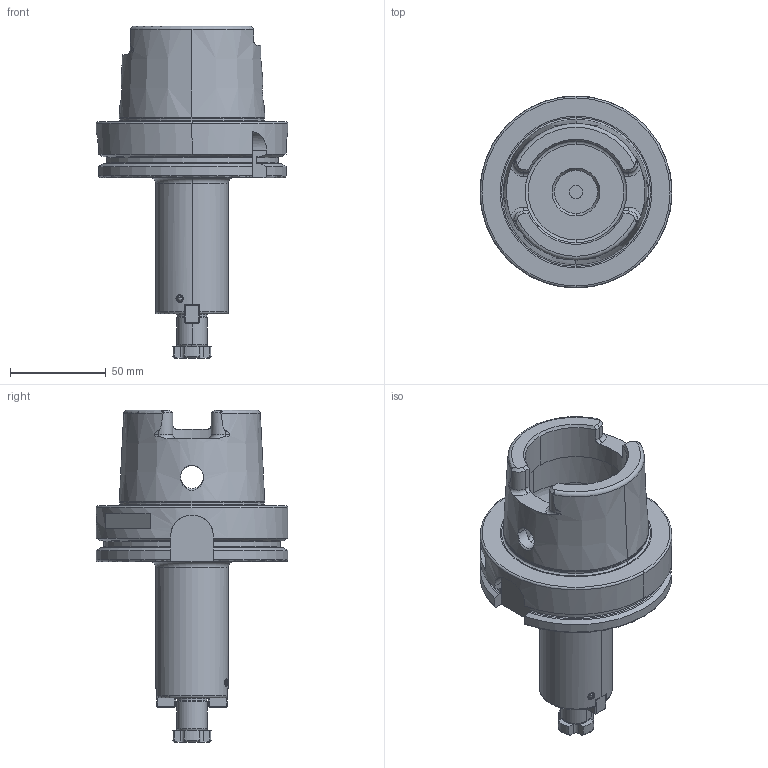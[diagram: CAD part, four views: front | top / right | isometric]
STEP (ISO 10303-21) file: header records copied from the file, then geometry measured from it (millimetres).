
FILE_DESCRIPTION((''),'2;1');
FILE_NAME('A100_11_16_1','2020-04-06T',('103090'),(''),'CREO PARAMETRIC BY PTC INC, 2015290','CREO PARAMETRIC BY PTC INC, 2015290','');
FILE_SCHEMA(('CONFIG_CONTROL_DESIGN'));
Length unit declared in the file: millimetre
Products named in the file (1): A100_11_16_1
Bounding box: 100 x 100 x 173 mm (x, y, z)
Volume: 335722.3 mm3; surface area: 63666.3 mm2
Topology: 3 solids, 11 shells, 456 faces, 1111 edges, 651 vertices
Faces by surface type: plane 151, cylinder 122, cone 122, torus 57, sphere 4
Entity records: 14282 total; most frequent: CARTESIAN_POINT 3643, DIRECTION 2298, ORIENTED_EDGE 2178, EDGE_CURVE 1089, AXIS2_PLACEMENT_3D 914, VERTEX_POINT 651, EDGE_LOOP 486, VECTOR 470
